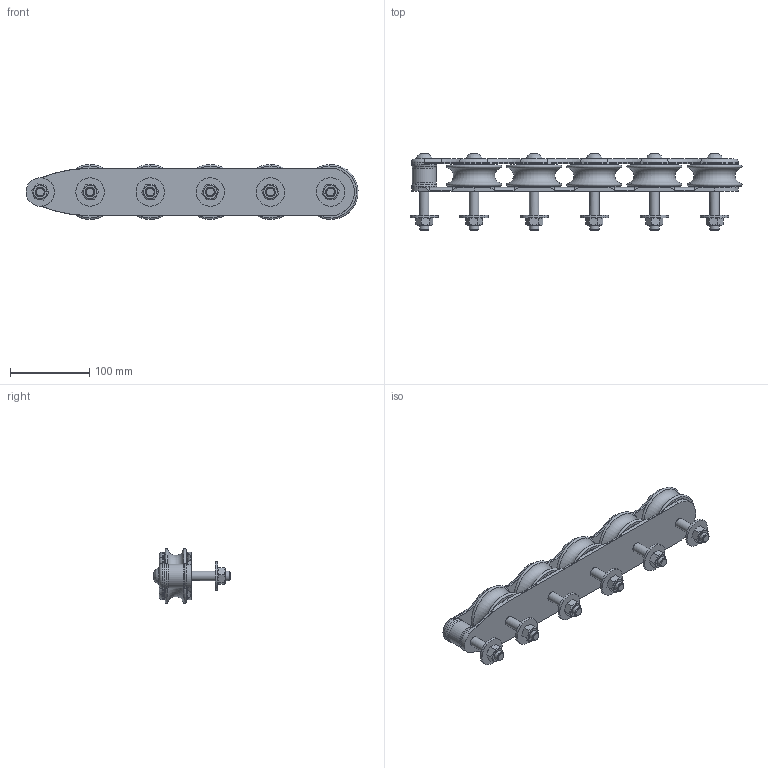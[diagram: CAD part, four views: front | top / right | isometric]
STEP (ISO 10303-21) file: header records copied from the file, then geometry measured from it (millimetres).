
FILE_DESCRIPTION(/* description */ (''),/* implementation_level */ '2;1');
FILE_NAME(/* name */ 'D750.stp',/* time_stamp */ '2021-05-27T13:01:04+02:00',/* author */ ('lucade'),/* organization */ (''),/* preprocessor_version */ 'ST-DEVELOPER v18.1',/* originating_system */ 'Autodesk Inventor 2021',/* authorisation */ '');
FILE_SCHEMA (('AUTOMOTIVE_DESIGN { 1 0 10303 214 3 1 1 }'));
Length unit declared in the file: millimetre
Products named in the file (1): 21052705
Bounding box: 419.69 x 96.6 x 69.5 mm (x, y, z)
Volume: 706914.3 mm3; surface area: 194615.6 mm2
Topology: 1 solids, 9 shells, 776 faces, 1405 edges, 982 vertices
Faces by surface type: sphere 270, plane 200, cylinder 123, torus 121, cone 56, bspline 6
Full cylindrical faces by diameter (mm): 12 x18, 12.1 x6, 12.2 x6, 13 x6, 14 x6, 14.1 x6, 20 x12, 24.5 x6, 24.6 x6, 30 x1, 32 x2, 36 x6, 60 x10
Entity records: 19864 total; most frequent: DIRECTION 3751, CARTESIAN_POINT 3728, ORIENTED_EDGE 2798, AXIS2_PLACEMENT_3D 1717, EDGE_CURVE 1399, EDGE_LOOP 1143, VERTEX_POINT 982, CIRCLE 946
